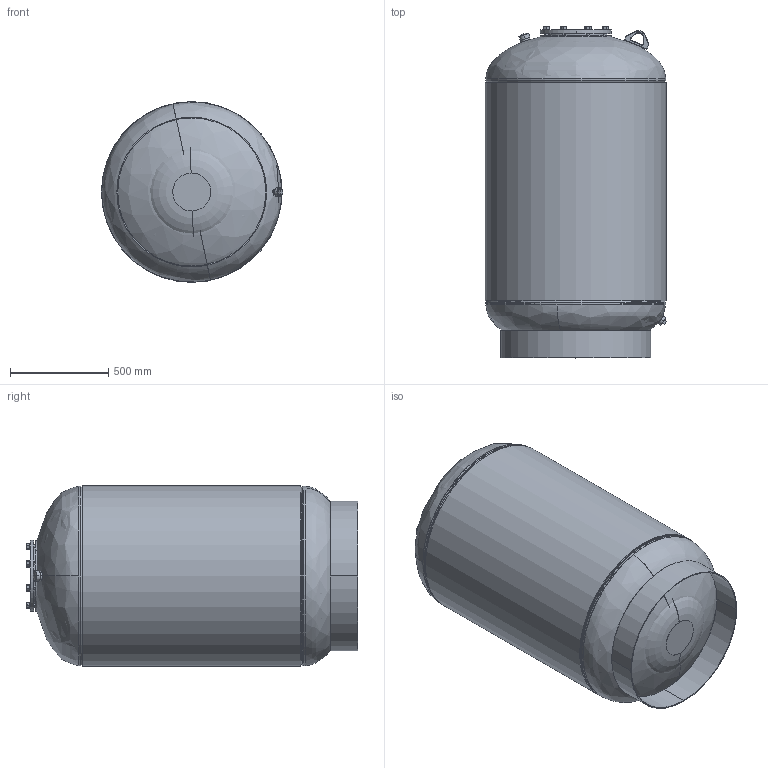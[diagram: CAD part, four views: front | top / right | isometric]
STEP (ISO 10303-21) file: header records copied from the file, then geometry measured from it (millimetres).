
FILE_DESCRIPTION (( 'STEP AP203' ), '1' );
FILE_NAME ('NLAP-950.STEP', '2021-03-15T15:09:20', ( '' ), ( '' ), 'SwSTEP 2.0', 'SolidWorks 2021', '' );
FILE_SCHEMA (( 'CONFIG_CONTROL_DESIGN' ));
Length unit declared in the file: inch
Products named in the file (19): 9801512; 9400094; 9800460_03-34; 9400542; 9200210; 99Q0224; 9800512; 9800532; 9500050; 9400102; 9800477; NLAP-950; 9800448; PLUGS_9500150; 9800210_FXA 700-250; 99B1403; 9500000; 9800620_HHNUT 0.6250-11-D-N
Assembly tree (32 placements, depth 2):
  NLAP-950
    99B1403
    9200210
    9200210
    9500000
    9500050
    9800448
    PLUGS_9500150
    9400102
    9400094
    9800532  x8
    9800620_HHNUT 0.6250-11-D-N  x8
    9800460_03-34
    9800512
    9801512
    9400542
    9800477
    9800210_FXA 700-250
    99Q0224
Bounding box: 921.94 x 1687.98 x 919.63 mm (x, y, z)
Volume: 40116407.1 mm3; surface area: 17509135 mm2
Topology: 33 solids, 33 shells, 794 faces, 1929 edges, 1177 vertices
Faces by surface type: cylinder 375, cone 190, plane 149, torus 56, bspline 12, sphere 12
Full cylindrical faces by diameter (mm): 909.32 x1, 919.632 x1
Entity records: 34242 total; most frequent: CARTESIAN_POINT 18204, ORIENTED_EDGE 2894, DIRECTION 2698, EDGE_CURVE 1447, AXIS2_PLACEMENT_3D 1123, VERTEX_POINT 911, EDGE_LOOP 752, FACE_OUTER_BOUND 570
